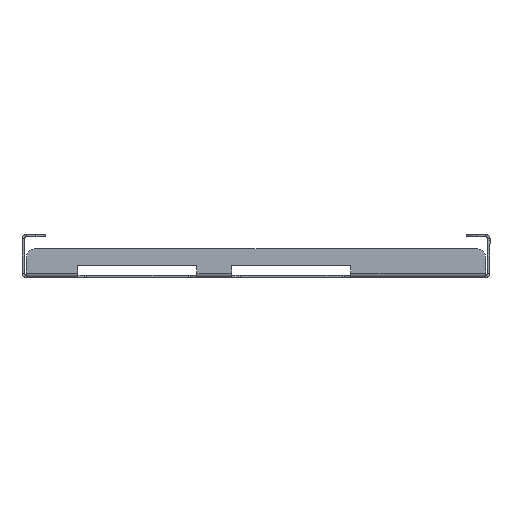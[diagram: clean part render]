
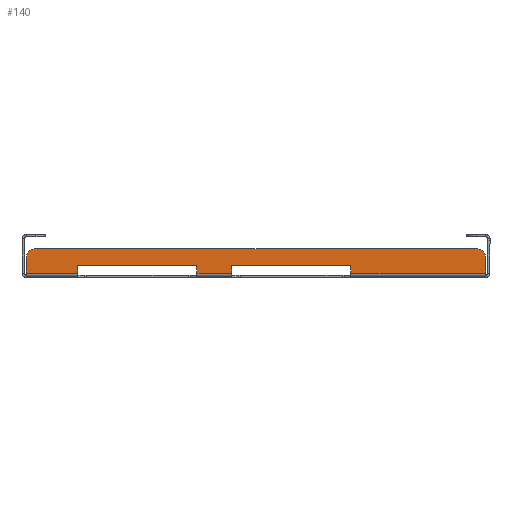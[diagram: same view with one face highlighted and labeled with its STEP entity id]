
A CAD part, front view. The second image highlights one B-rep face of the part: STEP entity #140.
In plain terms, the highlighted planar face has unit normal (0, -1, 0).
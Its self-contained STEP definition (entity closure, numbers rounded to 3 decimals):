
#15 = VERTEX_POINT ( 'NONE', #3483 ) ;
#112 = ORIENTED_EDGE ( 'NONE', *, *, #5141, .F. ) ;
#124 = CARTESIAN_POINT ( 'NONE',  ( 0., -197., 4.8 ) ) ;
#140 = ADVANCED_FACE ( 'NONE', ( #2568 ), #4089, .T. ) ;
#144 = VECTOR ( 'NONE', #4974, 1000. ) ;
#280 = ORIENTED_EDGE ( 'NONE', *, *, #2008, .T. ) ;
#468 = AXIS2_PLACEMENT_3D ( 'NONE', #1670, #4107, #4041 ) ;
#481 = ORIENTED_EDGE ( 'NONE', *, *, #5608, .F. ) ;
#488 = CARTESIAN_POINT ( 'NONE',  ( -12.7, -197., 1. ) ) ;
#508 = LINE ( 'NONE', #643, #1101 ) ;
#522 = EDGE_CURVE ( 'NONE', #5910, #2524, #508, .T. ) ;
#573 = DIRECTION ( 'NONE',  ( 0., 0., 1. ) ) ;
#643 = CARTESIAN_POINT ( 'NONE',  ( -30.7, -197., 4.8 ) ) ;
#678 = VERTEX_POINT ( 'NONE', #727 ) ;
#704 = DIRECTION ( 'NONE',  ( 0., 0., -1. ) ) ;
#712 = VERTEX_POINT ( 'NONE', #5883 ) ;
#727 = CARTESIAN_POINT ( 'NONE',  ( -92.7, -197., 1. ) ) ;
#738 = ORIENTED_EDGE ( 'NONE', *, *, #2889, .F. ) ;
#877 = EDGE_CURVE ( 'NONE', #15, #3768, #4415, .T. ) ;
#887 = EDGE_CURVE ( 'NONE', #712, #1239, #3161, .T. ) ;
#951 = DIRECTION ( 'NONE',  ( -1., 0., 0. ) ) ;
#1001 = LINE ( 'NONE', #124, #4615 ) ;
#1023 = VECTOR ( 'NONE', #2642, 1000. ) ;
#1101 = VECTOR ( 'NONE', #5342, 1000. ) ;
#1185 = LINE ( 'NONE', #2564, #144 ) ;
#1239 = VERTEX_POINT ( 'NONE', #2683 ) ;
#1261 = DIRECTION ( 'NONE',  ( 0., 0., -1. ) ) ;
#1304 = CARTESIAN_POINT ( 'NONE',  ( -30.7, -197., 4.8 ) ) ;
#1311 = AXIS2_PLACEMENT_3D ( 'NONE', #4480, #3004, #704 ) ;
#1337 = CARTESIAN_POINT ( 'NONE',  ( 0., -197., 1. ) ) ;
#1448 = LINE ( 'NONE', #5697, #4775 ) ;
#1465 = EDGE_CURVE ( 'NONE', #3760, #3322, #1448, .T. ) ;
#1505 = EDGE_CURVE ( 'NONE', #1842, #678, #2398, .T. ) ;
#1543 = VERTEX_POINT ( 'NONE', #4920 ) ;
#1574 = ORIENTED_EDGE ( 'NONE', *, *, #3747, .F. ) ;
#1632 = ORIENTED_EDGE ( 'NONE', *, *, #877, .F. ) ;
#1670 = CARTESIAN_POINT ( 'NONE',  ( -114.5, -197., 8.8 ) ) ;
#1683 = CARTESIAN_POINT ( 'NONE',  ( 114.5, -197., 8.8 ) ) ;
#1736 = CARTESIAN_POINT ( 'NONE',  ( 119.5, -197., 13.8 ) ) ;
#1744 = CIRCLE ( 'NONE', #468, 5. ) ;
#1786 = CARTESIAN_POINT ( 'NONE',  ( -92.7, -197., 4.8 ) ) ;
#1795 = LINE ( 'NONE', #5283, #4543 ) ;
#1842 = VERTEX_POINT ( 'NONE', #5595 ) ;
#1874 = VECTOR ( 'NONE', #951, 1000. ) ;
#2008 = EDGE_CURVE ( 'NONE', #1239, #5777, #2998, .T. ) ;
#2118 = EDGE_CURVE ( 'NONE', #2524, #3322, #4183, .T. ) ;
#2135 = VECTOR ( 'NONE', #3082, 1000. ) ;
#2273 = VERTEX_POINT ( 'NONE', #5499 ) ;
#2349 = ORIENTED_EDGE ( 'NONE', *, *, #2492, .T. ) ;
#2398 = LINE ( 'NONE', #4003, #2697 ) ;
#2441 = LINE ( 'NONE', #5475, #2135 ) ;
#2492 = EDGE_CURVE ( 'NONE', #1543, #3768, #4624, .T. ) ;
#2524 = VERTEX_POINT ( 'NONE', #2700 ) ;
#2533 = DIRECTION ( 'NONE',  ( 1., 0., 0. ) ) ;
#2564 = CARTESIAN_POINT ( 'NONE',  ( 119.5, -197., 0. ) ) ;
#2568 = FACE_OUTER_BOUND ( 'NONE', #2656, .T. ) ;
#2642 = DIRECTION ( 'NONE',  ( 1., 0., 0. ) ) ;
#2656 = EDGE_LOOP ( 'NONE', ( #1574, #738, #4882, #5718, #2940, #112, #4075, #280, #3382, #2349, #1632, #5847, #481, #5868 ) ) ;
#2683 = CARTESIAN_POINT ( 'NONE',  ( 49.3, -197., 1. ) ) ;
#2697 = VECTOR ( 'NONE', #2533, 1000. ) ;
#2700 = CARTESIAN_POINT ( 'NONE',  ( -30.7, -197., 1. ) ) ;
#2889 = EDGE_CURVE ( 'NONE', #5910, #3950, #1001, .T. ) ;
#2892 = DIRECTION ( 'NONE',  ( 0., 0., -1. ) ) ;
#2939 = DIRECTION ( 'NONE',  ( 1., 0., 0. ) ) ;
#2940 = ORIENTED_EDGE ( 'NONE', *, *, #1465, .F. ) ;
#2998 = LINE ( 'NONE', #3398, #5364 ) ;
#3004 = DIRECTION ( 'NONE',  ( 0., -1., 0. ) ) ;
#3082 = DIRECTION ( 'NONE',  ( 0., 0., -1. ) ) ;
#3161 = LINE ( 'NONE', #4203, #4644 ) ;
#3322 = VERTEX_POINT ( 'NONE', #488 ) ;
#3382 = ORIENTED_EDGE ( 'NONE', *, *, #4779, .F. ) ;
#3398 = CARTESIAN_POINT ( 'NONE',  ( 0., -197., 1. ) ) ;
#3483 = CARTESIAN_POINT ( 'NONE',  ( -114.5, -197., 13.8 ) ) ;
#3585 = VECTOR ( 'NONE', #6112, 1000. ) ;
#3747 = EDGE_CURVE ( 'NONE', #3950, #678, #2441, .T. ) ;
#3760 = VERTEX_POINT ( 'NONE', #5027 ) ;
#3768 = VERTEX_POINT ( 'NONE', #5502 ) ;
#3950 = VERTEX_POINT ( 'NONE', #1786 ) ;
#3968 = AXIS2_PLACEMENT_3D ( 'NONE', #1683, #4616, #1261 ) ;
#4003 = CARTESIAN_POINT ( 'NONE',  ( 0., -197., 1. ) ) ;
#4041 = DIRECTION ( 'NONE',  ( 0., 0., -1. ) ) ;
#4075 = ORIENTED_EDGE ( 'NONE', *, *, #887, .T. ) ;
#4089 = PLANE ( 'NONE',  #1311 ) ;
#4107 = DIRECTION ( 'NONE',  ( 0., -1., 0. ) ) ;
#4183 = LINE ( 'NONE', #1337, #3585 ) ;
#4203 = CARTESIAN_POINT ( 'NONE',  ( 49.3, -197., 4.8 ) ) ;
#4374 = DIRECTION ( 'NONE',  ( -1., 0., 0. ) ) ;
#4415 = LINE ( 'NONE', #1736, #1023 ) ;
#4480 = CARTESIAN_POINT ( 'NONE',  ( 0., -197., 0. ) ) ;
#4543 = VECTOR ( 'NONE', #573, 1000. ) ;
#4615 = VECTOR ( 'NONE', #4374, 1000. ) ;
#4616 = DIRECTION ( 'NONE',  ( 0., -1., 0. ) ) ;
#4624 = CIRCLE ( 'NONE', #3968, 5. ) ;
#4644 = VECTOR ( 'NONE', #6026, 1000. ) ;
#4716 = CARTESIAN_POINT ( 'NONE',  ( 80., -197., 4.8 ) ) ;
#4775 = VECTOR ( 'NONE', #2892, 1000. ) ;
#4779 = EDGE_CURVE ( 'NONE', #1543, #5777, #1185, .T. ) ;
#4882 = ORIENTED_EDGE ( 'NONE', *, *, #522, .T. ) ;
#4883 = EDGE_CURVE ( 'NONE', #15, #2273, #1744, .T. ) ;
#4920 = CARTESIAN_POINT ( 'NONE',  ( 119.5, -197., 8.8 ) ) ;
#4922 = CARTESIAN_POINT ( 'NONE',  ( 119.5, -197., 1. ) ) ;
#4974 = DIRECTION ( 'NONE',  ( 0., 0., -1. ) ) ;
#5027 = CARTESIAN_POINT ( 'NONE',  ( -12.7, -197., 4.8 ) ) ;
#5141 = EDGE_CURVE ( 'NONE', #712, #3760, #6013, .T. ) ;
#5283 = CARTESIAN_POINT ( 'NONE',  ( -119.5, -197., 13.8 ) ) ;
#5342 = DIRECTION ( 'NONE',  ( 0., 0., -1. ) ) ;
#5364 = VECTOR ( 'NONE', #2939, 1000. ) ;
#5475 = CARTESIAN_POINT ( 'NONE',  ( -92.7, -197., 4.8 ) ) ;
#5499 = CARTESIAN_POINT ( 'NONE',  ( -119.5, -197., 8.8 ) ) ;
#5502 = CARTESIAN_POINT ( 'NONE',  ( 114.5, -197., 13.8 ) ) ;
#5595 = CARTESIAN_POINT ( 'NONE',  ( -119.5, -197., 1. ) ) ;
#5608 = EDGE_CURVE ( 'NONE', #1842, #2273, #1795, .T. ) ;
#5697 = CARTESIAN_POINT ( 'NONE',  ( -12.7, -197., 4.8 ) ) ;
#5718 = ORIENTED_EDGE ( 'NONE', *, *, #2118, .T. ) ;
#5777 = VERTEX_POINT ( 'NONE', #4922 ) ;
#5847 = ORIENTED_EDGE ( 'NONE', *, *, #4883, .T. ) ;
#5868 = ORIENTED_EDGE ( 'NONE', *, *, #1505, .T. ) ;
#5883 = CARTESIAN_POINT ( 'NONE',  ( 49.3, -197., 4.8 ) ) ;
#5910 = VERTEX_POINT ( 'NONE', #1304 ) ;
#6013 = LINE ( 'NONE', #4716, #1874 ) ;
#6026 = DIRECTION ( 'NONE',  ( 0., 0., -1. ) ) ;
#6112 = DIRECTION ( 'NONE',  ( 1., 0., 0. ) ) ;
